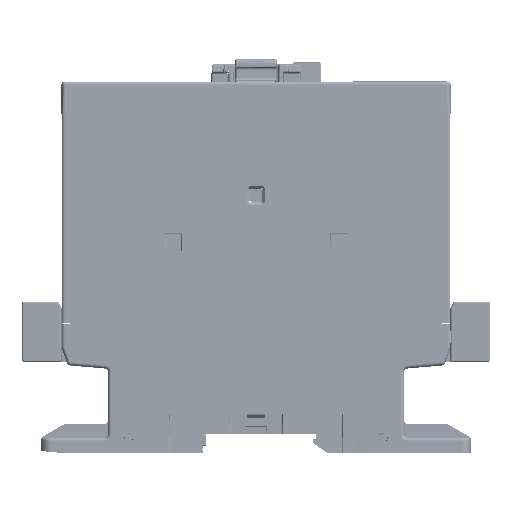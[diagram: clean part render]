
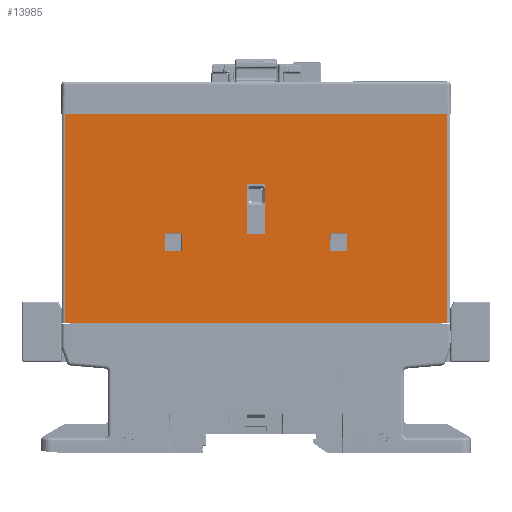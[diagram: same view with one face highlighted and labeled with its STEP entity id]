
A CAD part, front view. The second image highlights one B-rep face of the part: STEP entity #13985.
In plain terms, the highlighted planar face has unit normal (0, -1, 0).
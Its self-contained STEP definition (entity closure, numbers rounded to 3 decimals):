
#10283=FACE_BOUND('',#25561,.T.);
#10284=FACE_BOUND('',#25562,.T.);
#10285=FACE_BOUND('',#25563,.T.);
#10286=FACE_BOUND('',#25564,.T.);
#13985=ADVANCED_FACE('',(#10283,#10284,#10285,#10286),#16845,.T.);
#16845=PLANE('',#126233);
#25561=EDGE_LOOP('',(#49320,#49321,#49322,#49323));
#25562=EDGE_LOOP('',(#49324,#49325,#49326,#49327));
#25563=EDGE_LOOP('',(#49328,#49329,#49330,#49331));
#25564=EDGE_LOOP('',(#49332,#49333,#49334,#49335));
#49320=ORIENTED_EDGE('',*,*,#87144,.F.);
#49321=ORIENTED_EDGE('',*,*,#87145,.T.);
#49322=ORIENTED_EDGE('',*,*,#87143,.F.);
#49323=ORIENTED_EDGE('',*,*,#87146,.T.);
#49324=ORIENTED_EDGE('',*,*,#87078,.T.);
#49325=ORIENTED_EDGE('',*,*,#87083,.T.);
#49326=ORIENTED_EDGE('',*,*,#86613,.T.);
#49327=ORIENTED_EDGE('',*,*,#87081,.T.);
#49328=ORIENTED_EDGE('',*,*,#86610,.T.);
#49329=ORIENTED_EDGE('',*,*,#86605,.T.);
#49330=ORIENTED_EDGE('',*,*,#87075,.T.);
#49331=ORIENTED_EDGE('',*,*,#86608,.T.);
#49332=ORIENTED_EDGE('',*,*,#86601,.T.);
#49333=ORIENTED_EDGE('',*,*,#87074,.T.);
#49334=ORIENTED_EDGE('',*,*,#86597,.T.);
#49335=ORIENTED_EDGE('',*,*,#86594,.T.);
#67551=VERTEX_POINT('',#204693);
#67552=VERTEX_POINT('',#204695);
#67553=VERTEX_POINT('',#204700);
#67554=VERTEX_POINT('',#204705);
#67555=VERTEX_POINT('',#204709);
#67556=VERTEX_POINT('',#204712);
#67557=VERTEX_POINT('',#204717);
#67558=VERTEX_POINT('',#204719);
#67561=VERTEX_POINT('',#204728);
#67562=VERTEX_POINT('',#204730);
#67873=VERTEX_POINT('',#205676);
#67874=VERTEX_POINT('',#205678);
#67901=VERTEX_POINT('',#205800);
#67902=VERTEX_POINT('',#205802);
#67903=VERTEX_POINT('',#205806);
#67904=VERTEX_POINT('',#205807);
#86594=EDGE_CURVE('',#67552,#67551,#101894,.T.);
#86597=EDGE_CURVE('',#67553,#67552,#101897,.T.);
#86601=EDGE_CURVE('',#67551,#67554,#101901,.T.);
#86605=EDGE_CURVE('',#67555,#67556,#101905,.T.);
#86608=EDGE_CURVE('',#67558,#67557,#101908,.T.);
#86610=EDGE_CURVE('',#67557,#67555,#101910,.T.);
#86613=EDGE_CURVE('',#67562,#67561,#101913,.T.);
#87074=EDGE_CURVE('',#67554,#67553,#102204,.T.);
#87075=EDGE_CURVE('',#67556,#67558,#102205,.T.);
#87078=EDGE_CURVE('',#67874,#67873,#102208,.T.);
#87081=EDGE_CURVE('',#67561,#67874,#102211,.T.);
#87083=EDGE_CURVE('',#67873,#67562,#102213,.T.);
#87143=EDGE_CURVE('',#67902,#67901,#102265,.T.);
#87144=EDGE_CURVE('',#67903,#67904,#102266,.T.);
#87145=EDGE_CURVE('',#67903,#67901,#102267,.T.);
#87146=EDGE_CURVE('',#67902,#67904,#102268,.T.);
#101894=LINE('',#204694,#115636);
#101897=LINE('',#204699,#115639);
#101901=LINE('',#204706,#115643);
#101905=LINE('',#204713,#115647);
#101908=LINE('',#204718,#115650);
#101910=LINE('',#204722,#115652);
#101913=LINE('',#204729,#115655);
#102204=LINE('',#205668,#115946);
#102205=LINE('',#205670,#115947);
#102208=LINE('',#205677,#115950);
#102211=LINE('',#205682,#115953);
#102213=LINE('',#205685,#115955);
#102265=LINE('',#205803,#116007);
#102266=LINE('',#205805,#116008);
#102267=LINE('',#205808,#116009);
#102268=LINE('',#205809,#116010);
#115636=VECTOR('',#152651,1.);
#115639=VECTOR('',#152656,1.);
#115643=VECTOR('',#152662,1.);
#115647=VECTOR('',#152668,1.);
#115650=VECTOR('',#152673,1.);
#115652=VECTOR('',#152677,1.);
#115655=VECTOR('',#152682,1.);
#115946=VECTOR('',#153579,1.);
#115947=VECTOR('',#153582,1.);
#115950=VECTOR('',#153587,1.);
#115953=VECTOR('',#153592,1.);
#115955=VECTOR('',#153596,1.);
#116007=VECTOR('',#153716,1.);
#116008=VECTOR('',#153719,1.);
#116009=VECTOR('',#153720,1.);
#116010=VECTOR('',#153721,1.);
#126233=AXIS2_PLACEMENT_3D('',#205810,#153722,#153723);
#152651=DIRECTION('',(0.009,0.,-1.));
#152656=DIRECTION('',(1.,0.,0.));
#152662=DIRECTION('',(-1.,0.,0.));
#152668=DIRECTION('',(-1.,0.,0.));
#152673=DIRECTION('',(1.,0.,0.));
#152677=DIRECTION('',(0.009,0.,-1.));
#152682=DIRECTION('',(1.,0.,0.));
#153579=DIRECTION('',(0.009,0.,1.));
#153582=DIRECTION('',(0.009,0.,1.));
#153587=DIRECTION('',(-1.,0.,0.));
#153592=DIRECTION('',(0.,0.,-1.));
#153596=DIRECTION('',(0.,0.,1.));
#153716=DIRECTION('',(0.,0.,1.));
#153719=DIRECTION('',(0.,0.,-1.));
#153720=DIRECTION('',(-1.,0.,0.));
#153721=DIRECTION('',(1.,0.,0.));
#153722=DIRECTION('',(0.,-1.,0.));
#153723=DIRECTION('',(0.,0.,-1.));
#204693=CARTESIAN_POINT('',(26.428,-110.833,18.265));
#204694=CARTESIAN_POINT('',(26.428,-110.833,18.265));
#204695=CARTESIAN_POINT('',(26.385,-110.833,23.334));
#204699=CARTESIAN_POINT('',(26.385,-110.833,23.334));
#204700=CARTESIAN_POINT('',(21.62,-110.833,23.334));
#204705=CARTESIAN_POINT('',(21.576,-110.833,18.265));
#204706=CARTESIAN_POINT('',(21.576,-110.833,18.265));
#204709=CARTESIAN_POINT('',(-21.572,-110.833,18.267));
#204712=CARTESIAN_POINT('',(-26.424,-110.833,18.267));
#204713=CARTESIAN_POINT('',(-26.424,-110.833,18.267));
#204717=CARTESIAN_POINT('',(-21.615,-110.833,23.336));
#204718=CARTESIAN_POINT('',(-21.615,-110.833,23.336));
#204719=CARTESIAN_POINT('',(-26.38,-110.833,23.336));
#204722=CARTESIAN_POINT('',(-21.572,-110.833,18.267));
#204728=CARTESIAN_POINT('',(2.535,-110.833,37.831));
#204729=CARTESIAN_POINT('',(2.535,-110.833,37.831));
#204730=CARTESIAN_POINT('',(-2.528,-110.833,37.831));
#205668=CARTESIAN_POINT('',(21.62,-110.833,23.334));
#205670=CARTESIAN_POINT('',(-26.38,-110.833,23.336));
#205676=CARTESIAN_POINT('',(-2.529,-110.833,23.269));
#205677=CARTESIAN_POINT('',(-2.529,-110.833,23.269));
#205678=CARTESIAN_POINT('',(2.534,-110.833,23.269));
#205682=CARTESIAN_POINT('',(2.534,-110.833,23.269));
#205685=CARTESIAN_POINT('',(-2.528,-110.833,37.831));
#205800=CARTESIAN_POINT('',(-55.496,-110.833,58.002));
#205802=CARTESIAN_POINT('',(-55.498,-110.833,-2.798));
#205803=CARTESIAN_POINT('',(-55.498,-110.833,-2.798));
#205805=CARTESIAN_POINT('',(55.504,-110.833,57.998));
#205806=CARTESIAN_POINT('',(55.504,-110.833,57.998));
#205807=CARTESIAN_POINT('',(55.502,-110.833,-2.802));
#205808=CARTESIAN_POINT('',(55.504,-110.833,57.998));
#205809=CARTESIAN_POINT('',(55.502,-110.833,-2.802));
#205810=CARTESIAN_POINT('',(-56.498,-110.833,0.002));
